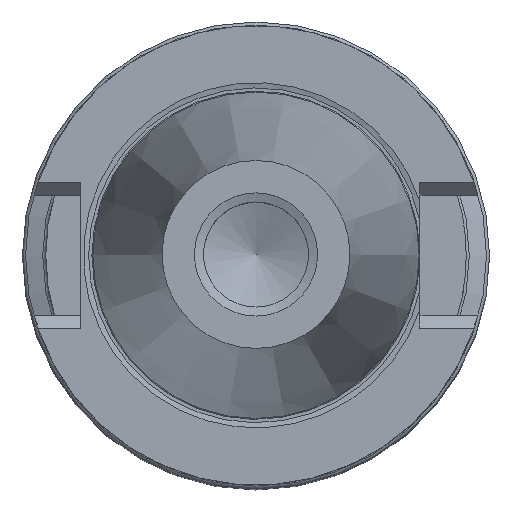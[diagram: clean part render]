
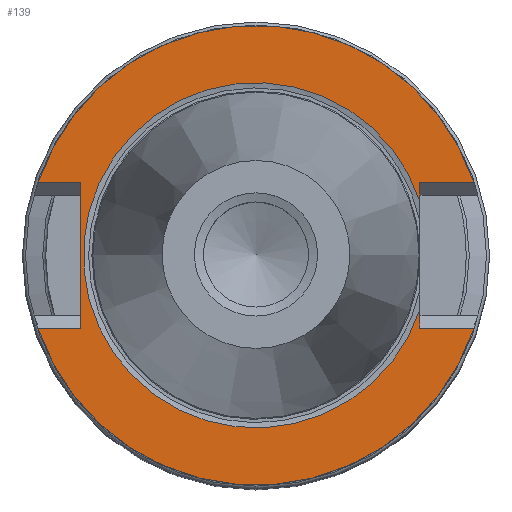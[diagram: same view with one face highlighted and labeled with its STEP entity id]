
A CAD part, top view. The second image highlights one B-rep face of the part: STEP entity #139.
In plain terms, the highlighted planar face has unit normal (0, 0, 1).
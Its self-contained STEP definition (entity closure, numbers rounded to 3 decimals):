
#139=ADVANCED_FACE('',(#200),#168,.F.);
#168=PLANE('',#876);
#200=FACE_OUTER_BOUND('',#247,.T.);
#247=EDGE_LOOP('',(#471,#472,#473,#474,#475,#476,#477,#478,#479,#480));
#275=CIRCLE('',#826,36.95);
#278=CIRCLE('',#832,49.2);
#292=CIRCLE('',#863,49.2);
#471=ORIENTED_EDGE('',*,*,#671,.T.);
#472=ORIENTED_EDGE('',*,*,#672,.T.);
#473=ORIENTED_EDGE('',*,*,#593,.T.);
#474=ORIENTED_EDGE('',*,*,#674,.T.);
#475=ORIENTED_EDGE('',*,*,#660,.T.);
#476=ORIENTED_EDGE('',*,*,#601,.F.);
#477=ORIENTED_EDGE('',*,*,#659,.F.);
#478=ORIENTED_EDGE('',*,*,#656,.F.);
#479=ORIENTED_EDGE('',*,*,#654,.F.);
#480=ORIENTED_EDGE('',*,*,#651,.F.);
#521=VERTEX_POINT('',#1169);
#522=VERTEX_POINT('',#1170);
#527=VERTEX_POINT('',#1190);
#529=VERTEX_POINT('',#1193);
#564=VERTEX_POINT('',#1316);
#565=VERTEX_POINT('',#1318);
#566=VERTEX_POINT('',#1323);
#567=VERTEX_POINT('',#1327);
#568=VERTEX_POINT('',#1334);
#574=VERTEX_POINT('',#1354);
#593=EDGE_CURVE('',#521,#522,#275,.T.);
#601=EDGE_CURVE('',#527,#529,#278,.T.);
#651=EDGE_CURVE('',#564,#565,#292,.T.);
#654=EDGE_CURVE('',#565,#566,#715,.T.);
#656=EDGE_CURVE('',#566,#567,#717,.T.);
#659=EDGE_CURVE('',#567,#527,#720,.T.);
#660=EDGE_CURVE('',#568,#529,#721,.T.);
#671=EDGE_CURVE('',#564,#574,#731,.T.);
#672=EDGE_CURVE('',#574,#521,#732,.T.);
#674=EDGE_CURVE('',#522,#568,#734,.T.);
#715=LINE('',#1322,#766);
#717=LINE('',#1326,#768);
#720=LINE('',#1331,#771);
#721=LINE('',#1333,#772);
#731=LINE('',#1355,#782);
#732=LINE('',#1357,#783);
#734=LINE('',#1359,#785);
#766=VECTOR('',#1052,1.);
#768=VECTOR('',#1056,1.);
#771=VECTOR('',#1061,1.);
#772=VECTOR('',#1064,1.);
#782=VECTOR('',#1084,1.);
#783=VECTOR('',#1087,1.);
#785=VECTOR('',#1089,1.);
#826=AXIS2_PLACEMENT_3D('',#1168,#943,#944);
#832=AXIS2_PLACEMENT_3D('',#1192,#957,#958);
#863=AXIS2_PLACEMENT_3D('',#1317,#1045,#1046);
#876=AXIS2_PLACEMENT_3D('',#1368,#1092,#1093);
#943=DIRECTION('',(0.,0.,-1.));
#944=DIRECTION('',(-1.,0.,0.));
#957=DIRECTION('',(0.,0.,-1.));
#958=DIRECTION('',(-1.,0.,0.));
#1045=DIRECTION('',(0.,0.,-1.));
#1046=DIRECTION('',(-1.,0.,0.));
#1052=DIRECTION('',(1.,0.,0.));
#1056=DIRECTION('',(0.,1.,0.));
#1061=DIRECTION('',(-1.,0.,0.));
#1064=DIRECTION('',(1.,0.,0.));
#1084=DIRECTION('',(-1.,0.,0.));
#1087=DIRECTION('',(0.,1.,0.));
#1089=DIRECTION('',(0.,1.,0.));
#1092=DIRECTION('',(0.,0.,-1.));
#1093=DIRECTION('',(-1.,0.,0.));
#1168=CARTESIAN_POINT('',(0.,0.,-1.5));
#1169=CARTESIAN_POINT('',(35.1,-11.545,-1.5));
#1170=CARTESIAN_POINT('',(35.1,11.545,-1.5));
#1190=CARTESIAN_POINT('',(-46.66,15.603,-1.5));
#1192=CARTESIAN_POINT('',(0.,0.,-1.5));
#1193=CARTESIAN_POINT('',(46.66,15.603,-1.5));
#1316=CARTESIAN_POINT('',(46.66,-15.603,-1.5));
#1317=CARTESIAN_POINT('',(0.,0.,-1.5));
#1318=CARTESIAN_POINT('',(-46.66,-15.603,-1.5));
#1322=CARTESIAN_POINT('',(0.,-15.603,-1.5));
#1323=CARTESIAN_POINT('',(-37.5,-15.603,-1.5));
#1326=CARTESIAN_POINT('',(-37.5,34.625,-1.5));
#1327=CARTESIAN_POINT('',(-37.5,15.603,-1.5));
#1331=CARTESIAN_POINT('',(0.,15.603,-1.5));
#1333=CARTESIAN_POINT('',(0.,15.603,-1.5));
#1334=CARTESIAN_POINT('',(35.1,15.603,-1.5));
#1354=CARTESIAN_POINT('',(35.1,-15.603,-1.5));
#1355=CARTESIAN_POINT('',(0.,-15.603,-1.5));
#1357=CARTESIAN_POINT('',(35.1,34.625,-1.5));
#1359=CARTESIAN_POINT('',(35.1,34.625,-1.5));
#1368=CARTESIAN_POINT('',(0.,34.625,-1.5));
